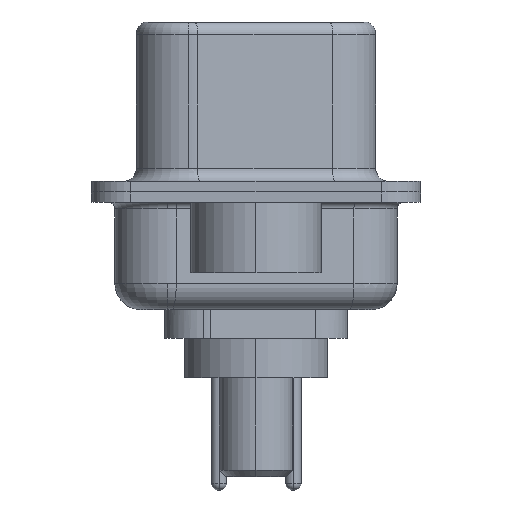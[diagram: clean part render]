
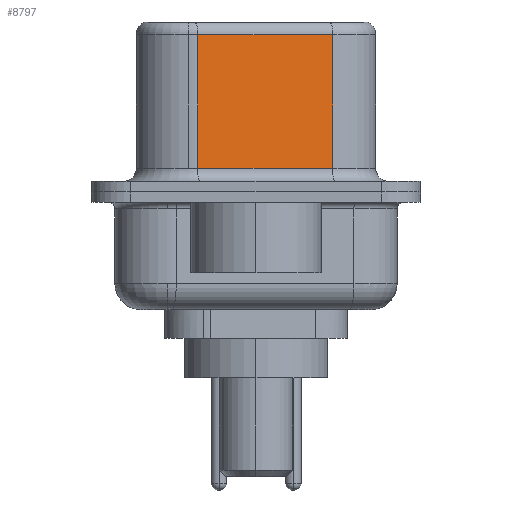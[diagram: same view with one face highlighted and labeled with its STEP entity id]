
A CAD part, left-side view. The second image highlights one B-rep face of the part: STEP entity #8797.
In plain terms, the highlighted planar face has unit normal (-0.985, -0.174, 0).
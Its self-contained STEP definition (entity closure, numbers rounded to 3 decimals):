
#431 = ORIENTED_EDGE ( 'NONE', *, *, #8274, .F. ) ;
#616 = EDGE_CURVE ( 'NONE', #11254, #3456, #8150, .T. ) ;
#934 = DIRECTION ( 'NONE',  ( -0.174, 0.985, 0. ) ) ;
#1327 = CARTESIAN_POINT ( 'NONE',  ( 3.675, 2.233, 6.52 ) ) ;
#1557 = VERTEX_POINT ( 'NONE', #8251 ) ;
#1734 = FACE_OUTER_BOUND ( 'NONE', #10226, .T. ) ;
#2465 = AXIS2_PLACEMENT_3D ( 'NONE', #15305, #15647, #14841 ) ;
#2894 = CARTESIAN_POINT ( 'NONE',  ( 4.585, -2.927, 0.9 ) ) ;
#3456 = VERTEX_POINT ( 'NONE', #16091 ) ;
#3966 = EDGE_CURVE ( 'NONE', #3456, #1557, #7160, .T. ) ;
#4247 = PLANE ( 'NONE',  #2465 ) ;
#6208 = ORIENTED_EDGE ( 'NONE', *, *, #616, .T. ) ;
#6635 = LINE ( 'NONE', #7214, #16762 ) ;
#6802 = CARTESIAN_POINT ( 'NONE',  ( 4.585, -2.927, 6.52 ) ) ;
#6819 = DIRECTION ( 'NONE',  ( 0., 0., -1. ) ) ;
#6826 = ORIENTED_EDGE ( 'NONE', *, *, #3966, .T. ) ;
#7052 = DIRECTION ( 'NONE',  ( 0.174, -0.985, 0. ) ) ;
#7160 = LINE ( 'NONE', #1327, #13207 ) ;
#7214 = CARTESIAN_POINT ( 'NONE',  ( 4.585, -2.927, 0.9 ) ) ;
#8150 = LINE ( 'NONE', #9073, #14909 ) ;
#8251 = CARTESIAN_POINT ( 'NONE',  ( 3.675, 2.233, 0.9 ) ) ;
#8274 = EDGE_CURVE ( 'NONE', #11254, #17070, #14286, .T. ) ;
#8295 = EDGE_CURVE ( 'NONE', #1557, #17070, #6635, .T. ) ;
#8781 = ORIENTED_EDGE ( 'NONE', *, *, #8295, .T. ) ;
#8797 = ADVANCED_FACE ( 'NONE', ( #1734 ), #4247, .F. ) ;
#9073 = CARTESIAN_POINT ( 'NONE',  ( 4.585, -2.927, 6.02 ) ) ;
#10226 = EDGE_LOOP ( 'NONE', ( #431, #6208, #6826, #8781 ) ) ;
#11232 = VECTOR ( 'NONE', #6819, 1000. ) ;
#11254 = VERTEX_POINT ( 'NONE', #12311 ) ;
#12311 = CARTESIAN_POINT ( 'NONE',  ( 4.585, -2.927, 6.02 ) ) ;
#13207 = VECTOR ( 'NONE', #15320, 1000. ) ;
#14286 = LINE ( 'NONE', #6802, #11232 ) ;
#14841 = DIRECTION ( 'NONE',  ( -0.174, 0.985, 0. ) ) ;
#14909 = VECTOR ( 'NONE', #934, 1000. ) ;
#15305 = CARTESIAN_POINT ( 'NONE',  ( 4.585, -2.927, 6.52 ) ) ;
#15320 = DIRECTION ( 'NONE',  ( 0., 0., -1. ) ) ;
#15647 = DIRECTION ( 'NONE',  ( 0.985, 0.174, 0. ) ) ;
#16091 = CARTESIAN_POINT ( 'NONE',  ( 3.675, 2.233, 6.02 ) ) ;
#16762 = VECTOR ( 'NONE', #7052, 1000. ) ;
#17070 = VERTEX_POINT ( 'NONE', #2894 ) ;
